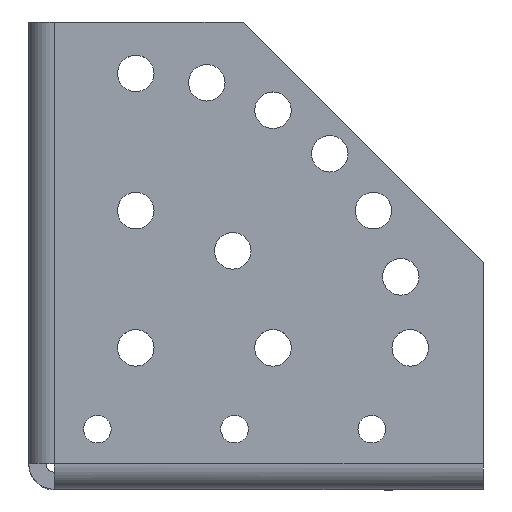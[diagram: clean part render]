
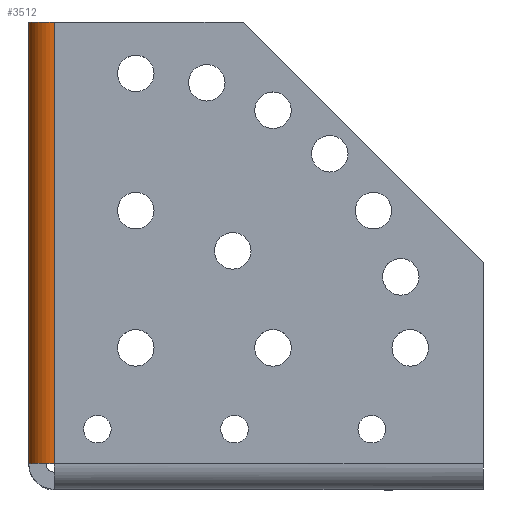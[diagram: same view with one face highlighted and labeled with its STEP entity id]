
A CAD part, top view. The second image highlights one B-rep face of the part: STEP entity #3512.
In plain terms, the highlighted cylindrical face has radius 4.763 mm (diameter 9.525 mm), a partial arc.
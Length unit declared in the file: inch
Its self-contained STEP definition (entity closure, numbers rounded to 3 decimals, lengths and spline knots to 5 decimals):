
#12 = CARTESIAN_POINT ( 'NONE',  ( -1.46384, 0.1875, 1.67615 ) ) ;
#36 = CARTESIAN_POINT ( 'NONE',  ( -1.65134, 0.1875, 1.48865 ) ) ;
#175 = VERTEX_POINT ( 'NONE', #12 ) ;
#281 = VECTOR ( 'NONE', #1370, 39.37008 ) ;
#766 = LINE ( 'NONE', #952, #2355 ) ;
#828 = EDGE_CURVE ( 'NONE', #175, #918, #1890, .T. ) ;
#918 = VERTEX_POINT ( 'NONE', #36 ) ;
#952 = CARTESIAN_POINT ( 'NONE',  ( -1.46384, 3.5625, 1.67615 ) ) ;
#1017 = CARTESIAN_POINT ( 'NONE',  ( -1.46384, 0.1875, 1.48865 ) ) ;
#1102 = LINE ( 'NONE', #2937, #281 ) ;
#1273 = ORIENTED_EDGE ( 'NONE', *, *, #3456, .T. ) ;
#1315 = CYLINDRICAL_SURFACE ( 'NONE', #4010, 0.1875 ) ;
#1343 = DIRECTION ( 'NONE',  ( 0., 0., -1. ) ) ;
#1370 = DIRECTION ( 'NONE',  ( 0., -1., 0. ) ) ;
#1631 = CARTESIAN_POINT ( 'NONE',  ( -1.46384, 3.405, 1.48865 ) ) ;
#1830 = CARTESIAN_POINT ( 'NONE',  ( -1.65134, 3.405, 1.48865 ) ) ;
#1890 = CIRCLE ( 'NONE', #2810, 0.1875 ) ;
#1946 = DIRECTION ( 'NONE',  ( 0., 0., -1. ) ) ;
#2258 = FACE_OUTER_BOUND ( 'NONE', #2279, .T. ) ;
#2265 = DIRECTION ( 'NONE',  ( 0., 1., 0. ) ) ;
#2279 = EDGE_LOOP ( 'NONE', ( #1273, #3879, #2391, #4014 ) ) ;
#2355 = VECTOR ( 'NONE', #3781, 39.37008 ) ;
#2391 = ORIENTED_EDGE ( 'NONE', *, *, #3598, .T. ) ;
#2393 = CIRCLE ( 'NONE', #3639, 0.1875 ) ;
#2810 = AXIS2_PLACEMENT_3D ( 'NONE', #1017, #3229, #1343 ) ;
#2845 = EDGE_CURVE ( 'NONE', #3143, #2956, #2393, .T. ) ;
#2892 = DIRECTION ( 'NONE',  ( 0., 0., 1. ) ) ;
#2937 = CARTESIAN_POINT ( 'NONE',  ( -1.65134, 3.5625, 1.48865 ) ) ;
#2956 = VERTEX_POINT ( 'NONE', #3616 ) ;
#3143 = VERTEX_POINT ( 'NONE', #1830 ) ;
#3212 = CARTESIAN_POINT ( 'NONE',  ( -1.46384, 3.5625, 1.48865 ) ) ;
#3229 = DIRECTION ( 'NONE',  ( 0., -1., 0. ) ) ;
#3456 = EDGE_CURVE ( 'NONE', #175, #2956, #766, .T. ) ;
#3512 = ADVANCED_FACE ( 'NONE', ( #2258 ), #1315, .T. ) ;
#3598 = EDGE_CURVE ( 'NONE', #3143, #918, #1102, .T. ) ;
#3616 = CARTESIAN_POINT ( 'NONE',  ( -1.46384, 3.405, 1.67615 ) ) ;
#3639 = AXIS2_PLACEMENT_3D ( 'NONE', #1631, #3814, #1946 ) ;
#3781 = DIRECTION ( 'NONE',  ( 0., 1., 0. ) ) ;
#3814 = DIRECTION ( 'NONE',  ( 0., 1., 0. ) ) ;
#3879 = ORIENTED_EDGE ( 'NONE', *, *, #2845, .F. ) ;
#4010 = AXIS2_PLACEMENT_3D ( 'NONE', #3212, #2265, #2892 ) ;
#4014 = ORIENTED_EDGE ( 'NONE', *, *, #828, .F. ) ;
